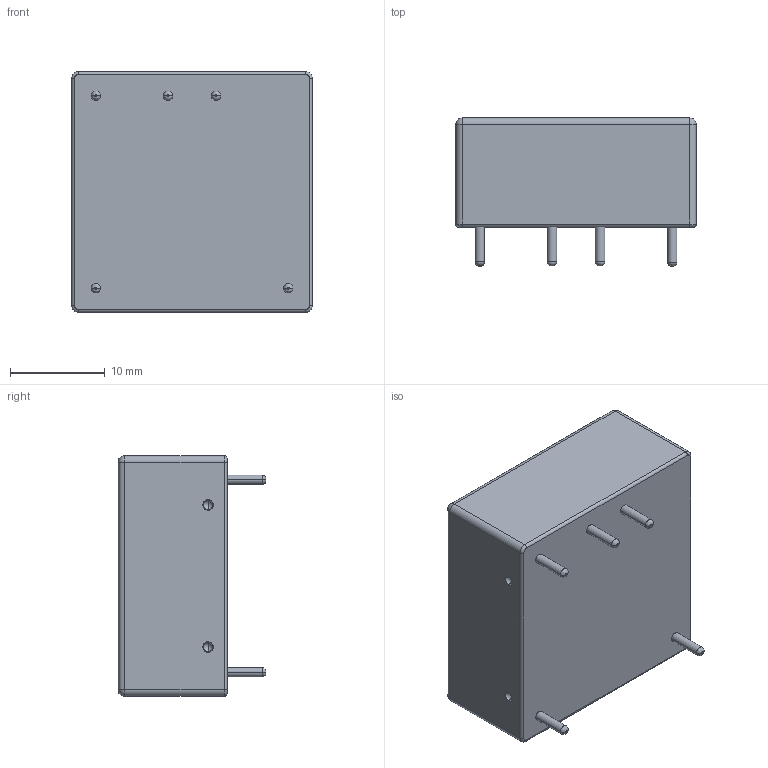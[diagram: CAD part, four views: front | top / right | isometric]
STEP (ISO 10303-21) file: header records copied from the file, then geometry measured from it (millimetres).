
FILE_DESCRIPTION (( 'STEP AP214' ), '1' );
FILE_NAME ('CUI_PQDE6W-Q110-S5-D.step', '2021-01-09T00:41:07', ( '' ), ( '' ), 'SwSTEP 2.0', 'SolidWorks 2020', '' );
FILE_SCHEMA (( 'AUTOMOTIVE_DESIGN' ));
Length unit declared in the file: inch
Products named in the file (1): CUI_PQDE6W-Q110-S5-D
Bounding box: 25.4 x 15.6 x 25.4 mm (x, y, z)
Volume: 7416.7 mm3; surface area: 2472.8 mm2
Topology: 6 solids, 6 shells, 72 faces, 182 edges, 122 vertices
Faces by surface type: cylinder 22, torus 16, plane 16, sphere 12, bspline 6
Entity records: 3105 total; most frequent: CARTESIAN_POINT 731, DIRECTION 380, ORIENTED_EDGE 356, EDGE_CURVE 178, AXIS2_PLACEMENT_3D 175, VERTEX_POINT 122, CIRCLE 108, EDGE_LOOP 76
